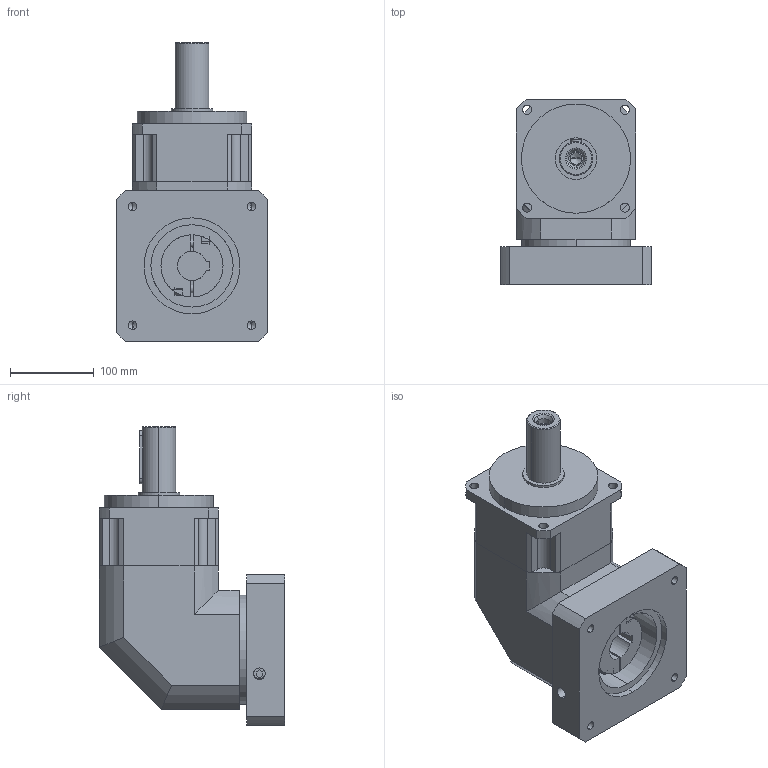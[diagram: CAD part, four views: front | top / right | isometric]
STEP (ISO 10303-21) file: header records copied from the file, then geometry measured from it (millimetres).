
FILE_DESCRIPTION (( 'STEP AP203' ), '1' );
FILE_NAME ('GPBR142-L1-(35K10-114.3-200-M12).STEP', '2022-08-15T07:54:35', ( '微软用户' ), ( '微软中国' ), 'SwSTEP 2.0', 'SolidWorks 2018', '' );
FILE_SCHEMA (( 'CONFIG_CONTROL_DESIGN' ));
Length unit declared in the file: millimetre
Products named in the file (1): GPBR142-L1-(35K10-114.3-200-M12)
Bounding box: 180 x 221 x 356 mm (x, y, z)
Volume: 6076992.1 mm3; surface area: 343111.8 mm2
Topology: 3 solids, 3 shells, 202 faces, 527 edges, 339 vertices
Faces by surface type: cylinder 97, plane 87, cone 14, torus 4
Entity records: 6798 total; most frequent: CARTESIAN_POINT 1624, DIRECTION 1107, ORIENTED_EDGE 1034, EDGE_CURVE 517, AXIS2_PLACEMENT_3D 410, VERTEX_POINT 339, VECTOR 287, LINE 287
